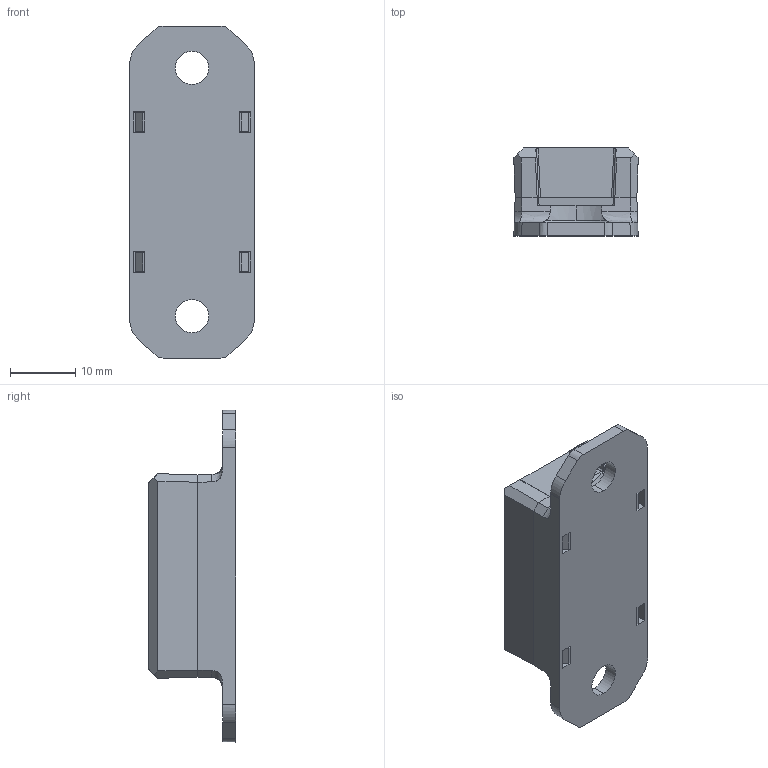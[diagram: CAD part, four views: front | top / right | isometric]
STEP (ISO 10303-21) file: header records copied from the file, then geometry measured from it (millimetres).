
FILE_DESCRIPTION (( 'STEP AP214' ), '1' );
FILE_NAME ('am-5637 Standard Sensor.STEP', '2026-01-02T15:24:28', ( '' ), ( '' ), 'SwSTEP 2.0', 'SolidWorks 2024', '' );
FILE_SCHEMA (( 'AUTOMOTIVE_DESIGN' ));
Length unit declared in the file: inch
Products named in the file (1): am-5637 Standard Sensor
Bounding box: 19.1 x 13.46 x 50.94 mm (x, y, z)
Volume: 4112.2 mm3; surface area: 5355.9 mm2
Topology: 2 solids, 2 shells, 230 faces, 675 edges, 446 vertices
Faces by surface type: plane 154, cylinder 33, bspline 28, cone 12, torus 3
Entity records: 8562 total; most frequent: CARTESIAN_POINT 2769, ORIENTED_EDGE 1350, DIRECTION 992, EDGE_CURVE 675, VECTOR 470, LINE 470, VERTEX_POINT 446, AXIS2_PLACEMENT_3D 261
